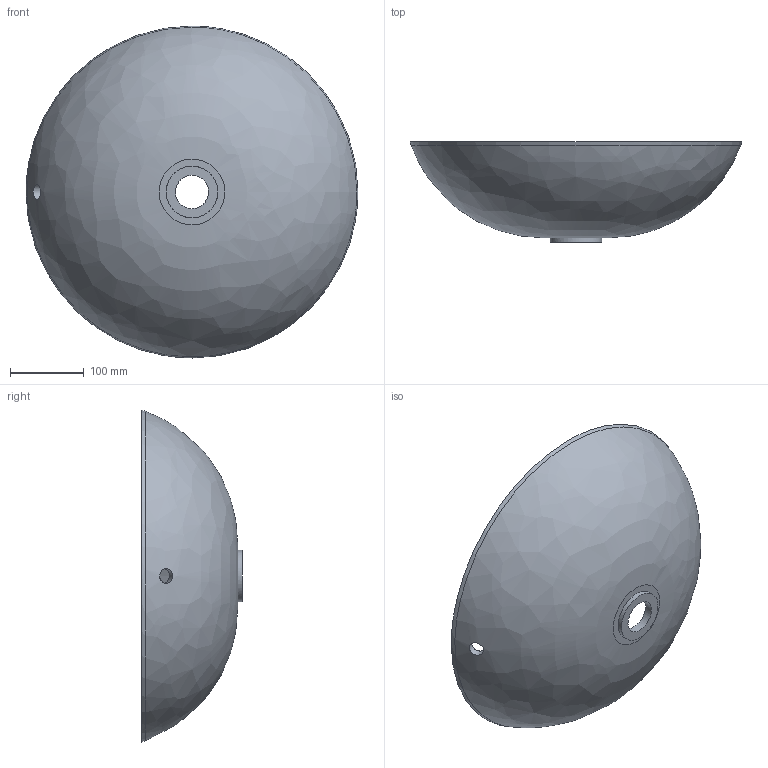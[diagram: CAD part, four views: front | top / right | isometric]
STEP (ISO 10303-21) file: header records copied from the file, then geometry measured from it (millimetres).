
FILE_DESCRIPTION(('STEP AP203'),'2;1');
FILE_NAME('034 Rondo.stp','2017-07-04T10:28:33',(''),(''),'2015.2.119','THINKDESIGN','');
FILE_SCHEMA(('CONFIG_CONTROL_DESIGN'));
Length unit declared in the file: millimetre
Bounding box: 450 x 136.31 x 450 mm (x, y, z)
Volume: 2157749.7 mm3; surface area: 447666.3 mm2
Topology: 1 solids, 1 shells, 12 faces, 64 edges, 56 vertices
Faces by surface type: bspline 12
Entity records: 997 total; most frequent: CARTESIAN_POINT 560, ORIENTED_EDGE 128, EDGE_CURVE 64, VERTEX_POINT 56, EDGE_LOOP 18, B_SPLINE_CURVE_WITH_KNOTS 14, FACE_OUTER_BOUND 12, ADVANCED_FACE 12
